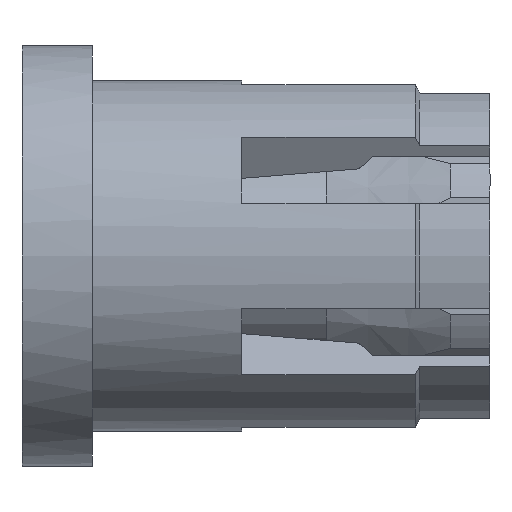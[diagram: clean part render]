
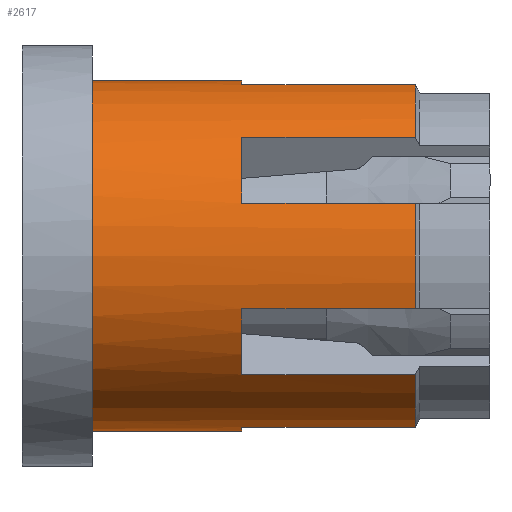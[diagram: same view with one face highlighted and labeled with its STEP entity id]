
A CAD part, front view. The second image highlights one B-rep face of the part: STEP entity #2617.
In plain terms, the highlighted cylindrical face has radius 7.5 mm (diameter 15 mm), a partial arc.
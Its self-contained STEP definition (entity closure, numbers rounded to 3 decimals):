
#21 = CIRCLE ( 'NONE', #1151, 7.5 ) ;
#24 = DIRECTION ( 'NONE',  ( 0., 0., 1. ) ) ;
#68 = LINE ( 'NONE', #3345, #2225 ) ;
#77 = CARTESIAN_POINT ( 'NONE',  ( 0., 0., -7.5 ) ) ;
#101 = CARTESIAN_POINT ( 'NONE',  ( 6.4, 0., 7.5 ) ) ;
#110 = CARTESIAN_POINT ( 'NONE',  ( 0., 0., 0. ) ) ;
#160 = DIRECTION ( 'NONE',  ( 0., 0., 1. ) ) ;
#295 = VERTEX_POINT ( 'NONE', #1059 ) ;
#340 = ORIENTED_EDGE ( 'NONE', *, *, #903, .T. ) ;
#381 = ORIENTED_EDGE ( 'NONE', *, *, #1374, .T. ) ;
#409 = AXIS2_PLACEMENT_3D ( 'NONE', #3463, #2571, #160 ) ;
#423 = VERTEX_POINT ( 'NONE', #1507 ) ;
#431 = CARTESIAN_POINT ( 'NONE',  ( -13.291, -7.155, 2.25 ) ) ;
#446 = DIRECTION ( 'NONE',  ( 1., 0., 0. ) ) ;
#456 = DIRECTION ( 'NONE',  ( 1., 0., 0. ) ) ;
#480 = DIRECTION ( 'NONE',  ( 1., 0., 0. ) ) ;
#484 = FACE_OUTER_BOUND ( 'NONE', #2223, .T. ) ;
#515 = EDGE_CURVE ( 'NONE', #1476, #3480, #3688, .T. ) ;
#548 = VERTEX_POINT ( 'NONE', #101 ) ;
#592 = VECTOR ( 'NONE', #2734, 1000. ) ;
#612 = DIRECTION ( 'NONE',  ( -1., 0., 0. ) ) ;
#622 = CARTESIAN_POINT ( 'NONE',  ( -13.291, -1.629, 7.321 ) ) ;
#625 = CARTESIAN_POINT ( 'NONE',  ( 13.8, 0., 0. ) ) ;
#665 = DIRECTION ( 'NONE',  ( -1., 0., 0. ) ) ;
#690 = DIRECTION ( 'NONE',  ( -1., 0., 0. ) ) ;
#710 = DIRECTION ( 'NONE',  ( 0., 0., 1. ) ) ;
#773 = DIRECTION ( 'NONE',  ( 0., 0., -1. ) ) ;
#779 = CIRCLE ( 'NONE', #1537, 7.5 ) ;
#791 = ORIENTED_EDGE ( 'NONE', *, *, #2540, .F. ) ;
#798 = DIRECTION ( 'NONE',  ( 1., 0., 0. ) ) ;
#870 = LINE ( 'NONE', #912, #982 ) ;
#886 = VERTEX_POINT ( 'NONE', #2685 ) ;
#903 = EDGE_CURVE ( 'NONE', #423, #3730, #1656, .T. ) ;
#912 = CARTESIAN_POINT ( 'NONE',  ( -13.291, -5.526, -5.071 ) ) ;
#933 = EDGE_CURVE ( 'NONE', #886, #2467, #68, .T. ) ;
#949 = CARTESIAN_POINT ( 'NONE',  ( 13.8, 0., 0. ) ) ;
#980 = EDGE_CURVE ( 'NONE', #2467, #2907, #3614, .T. ) ;
#982 = VECTOR ( 'NONE', #3923, 1000. ) ;
#1031 = AXIS2_PLACEMENT_3D ( 'NONE', #2954, #612, #24 ) ;
#1058 = CARTESIAN_POINT ( 'NONE',  ( 13.8, -7.155, 2.25 ) ) ;
#1059 = CARTESIAN_POINT ( 'NONE',  ( 13.8, -7.155, -2.25 ) ) ;
#1069 = DIRECTION ( 'NONE',  ( 1., 0., 0. ) ) ;
#1151 = AXIS2_PLACEMENT_3D ( 'NONE', #625, #690, #1836 ) ;
#1247 = VERTEX_POINT ( 'NONE', #3589 ) ;
#1260 = DIRECTION ( 'NONE',  ( -1., 0., 0. ) ) ;
#1283 = CIRCLE ( 'NONE', #3485, 7.5 ) ;
#1302 = CARTESIAN_POINT ( 'NONE',  ( 6.4, 0., 0. ) ) ;
#1305 = ORIENTED_EDGE ( 'NONE', *, *, #1429, .T. ) ;
#1374 = EDGE_CURVE ( 'NONE', #548, #2907, #2188, .T. ) ;
#1377 = DIRECTION ( 'NONE',  ( 0., 0., -1. ) ) ;
#1397 = ORIENTED_EDGE ( 'NONE', *, *, #2179, .T. ) ;
#1399 = AXIS2_PLACEMENT_3D ( 'NONE', #110, #2508, #710 ) ;
#1405 = ORIENTED_EDGE ( 'NONE', *, *, #2545, .T. ) ;
#1407 = CARTESIAN_POINT ( 'NONE',  ( 6.4, -1.629, 7.321 ) ) ;
#1422 = EDGE_CURVE ( 'NONE', #295, #3355, #21, .T. ) ;
#1429 = EDGE_CURVE ( 'NONE', #1476, #1247, #3878, .T. ) ;
#1459 = AXIS2_PLACEMENT_3D ( 'NONE', #1959, #456, #2877 ) ;
#1463 = CARTESIAN_POINT ( 'NONE',  ( 13.8, -1.629, 7.321 ) ) ;
#1468 = EDGE_CURVE ( 'NONE', #2071, #2378, #1283, .T. ) ;
#1476 = VERTEX_POINT ( 'NONE', #3159 ) ;
#1507 = CARTESIAN_POINT ( 'NONE',  ( 13.8, -5.526, 5.071 ) ) ;
#1537 = AXIS2_PLACEMENT_3D ( 'NONE', #3786, #1069, #773 ) ;
#1576 = ORIENTED_EDGE ( 'NONE', *, *, #2968, .F. ) ;
#1578 = DIRECTION ( 'NONE',  ( -1., 0., 0. ) ) ;
#1609 = EDGE_CURVE ( 'NONE', #3668, #3355, #1697, .T. ) ;
#1645 = ORIENTED_EDGE ( 'NONE', *, *, #1468, .F. ) ;
#1656 = CIRCLE ( 'NONE', #1031, 7.5 ) ;
#1697 = LINE ( 'NONE', #431, #1771 ) ;
#1745 = ORIENTED_EDGE ( 'NONE', *, *, #2991, .F. ) ;
#1771 = VECTOR ( 'NONE', #446, 1000. ) ;
#1836 = DIRECTION ( 'NONE',  ( 0., 0., 1. ) ) ;
#1896 = DIRECTION ( 'NONE',  ( 1., 0., 0. ) ) ;
#1904 = ORIENTED_EDGE ( 'NONE', *, *, #933, .F. ) ;
#1959 = CARTESIAN_POINT ( 'NONE',  ( 6.4, 0., 0. ) ) ;
#1974 = VECTOR ( 'NONE', #2478, 1000. ) ;
#1975 = VECTOR ( 'NONE', #798, 1000. ) ;
#2042 = VECTOR ( 'NONE', #1896, 1000. ) ;
#2071 = VERTEX_POINT ( 'NONE', #3529 ) ;
#2148 = ORIENTED_EDGE ( 'NONE', *, *, #2947, .F. ) ;
#2153 = CARTESIAN_POINT ( 'NONE',  ( 6.4, -7.155, 2.25 ) ) ;
#2179 = EDGE_CURVE ( 'NONE', #1247, #2378, #870, .T. ) ;
#2188 = LINE ( 'NONE', #2761, #1974 ) ;
#2223 = EDGE_LOOP ( 'NONE', ( #1904, #2148, #3076, #1305, #1397, #1645, #1405, #3846, #3307, #1576, #2989, #340, #791, #1745, #381, #2956 ) ) ;
#2225 = VECTOR ( 'NONE', #1260, 1000. ) ;
#2252 = CARTESIAN_POINT ( 'NONE',  ( 6.4, -1.629, -7.321 ) ) ;
#2271 = CYLINDRICAL_SURFACE ( 'NONE', #409, 7.5 ) ;
#2378 = VERTEX_POINT ( 'NONE', #2634 ) ;
#2467 = VERTEX_POINT ( 'NONE', #77 ) ;
#2478 = DIRECTION ( 'NONE',  ( -1., 0., 0. ) ) ;
#2503 = DIRECTION ( 'NONE',  ( 1., 0., 0. ) ) ;
#2508 = DIRECTION ( 'NONE',  ( -1., 0., 0. ) ) ;
#2540 = EDGE_CURVE ( 'NONE', #3906, #3730, #3363, .T. ) ;
#2545 = EDGE_CURVE ( 'NONE', #2071, #295, #3061, .T. ) ;
#2571 = DIRECTION ( 'NONE',  ( -1., 0., 0. ) ) ;
#2617 = ADVANCED_FACE ( 'NONE', ( #484 ), #2271, .T. ) ;
#2634 = CARTESIAN_POINT ( 'NONE',  ( 6.4, -5.526, -5.071 ) ) ;
#2665 = AXIS2_PLACEMENT_3D ( 'NONE', #949, #1578, #3692 ) ;
#2685 = CARTESIAN_POINT ( 'NONE',  ( 6.4, 0., -7.5 ) ) ;
#2690 = VERTEX_POINT ( 'NONE', #3849 ) ;
#2734 = DIRECTION ( 'NONE',  ( 1., 0., 0. ) ) ;
#2761 = CARTESIAN_POINT ( 'NONE',  ( -13.291, 0., 7.5 ) ) ;
#2849 = CIRCLE ( 'NONE', #1459, 7.5 ) ;
#2857 = CARTESIAN_POINT ( 'NONE',  ( -13.291, -5.526, 5.071 ) ) ;
#2877 = DIRECTION ( 'NONE',  ( 0., 0., -1. ) ) ;
#2907 = VERTEX_POINT ( 'NONE', #3743 ) ;
#2947 = EDGE_CURVE ( 'NONE', #3480, #886, #2849, .T. ) ;
#2948 = EDGE_CURVE ( 'NONE', #2690, #423, #3724, .T. ) ;
#2954 = CARTESIAN_POINT ( 'NONE',  ( 13.8, 0., 0. ) ) ;
#2956 = ORIENTED_EDGE ( 'NONE', *, *, #980, .F. ) ;
#2968 = EDGE_CURVE ( 'NONE', #2690, #3668, #779, .T. ) ;
#2989 = ORIENTED_EDGE ( 'NONE', *, *, #2948, .T. ) ;
#2991 = EDGE_CURVE ( 'NONE', #548, #3906, #3299, .T. ) ;
#3061 = LINE ( 'NONE', #3075, #592 ) ;
#3075 = CARTESIAN_POINT ( 'NONE',  ( -13.291, -7.155, -2.25 ) ) ;
#3076 = ORIENTED_EDGE ( 'NONE', *, *, #515, .F. ) ;
#3142 = DIRECTION ( 'NONE',  ( 0., 0., -1. ) ) ;
#3159 = CARTESIAN_POINT ( 'NONE',  ( 13.8, -1.629, -7.321 ) ) ;
#3299 = CIRCLE ( 'NONE', #3684, 7.5 ) ;
#3307 = ORIENTED_EDGE ( 'NONE', *, *, #1609, .F. ) ;
#3345 = CARTESIAN_POINT ( 'NONE',  ( -13.291, 0., -7.5 ) ) ;
#3355 = VERTEX_POINT ( 'NONE', #1058 ) ;
#3363 = LINE ( 'NONE', #622, #2042 ) ;
#3387 = CARTESIAN_POINT ( 'NONE',  ( -13.291, -1.629, -7.321 ) ) ;
#3463 = CARTESIAN_POINT ( 'NONE',  ( -13.291, 0., 0. ) ) ;
#3480 = VERTEX_POINT ( 'NONE', #2252 ) ;
#3485 = AXIS2_PLACEMENT_3D ( 'NONE', #1302, #2503, #3142 ) ;
#3498 = CARTESIAN_POINT ( 'NONE',  ( 6.4, 0., 0. ) ) ;
#3529 = CARTESIAN_POINT ( 'NONE',  ( 6.4, -7.155, -2.25 ) ) ;
#3589 = CARTESIAN_POINT ( 'NONE',  ( 13.8, -5.526, -5.071 ) ) ;
#3614 = CIRCLE ( 'NONE', #1399, 7.5 ) ;
#3640 = VECTOR ( 'NONE', #665, 1000. ) ;
#3668 = VERTEX_POINT ( 'NONE', #2153 ) ;
#3684 = AXIS2_PLACEMENT_3D ( 'NONE', #3498, #480, #1377 ) ;
#3688 = LINE ( 'NONE', #3387, #3640 ) ;
#3692 = DIRECTION ( 'NONE',  ( 0., 0., 1. ) ) ;
#3724 = LINE ( 'NONE', #2857, #1975 ) ;
#3730 = VERTEX_POINT ( 'NONE', #1463 ) ;
#3743 = CARTESIAN_POINT ( 'NONE',  ( 0., 0., 7.5 ) ) ;
#3786 = CARTESIAN_POINT ( 'NONE',  ( 6.4, 0., 0. ) ) ;
#3846 = ORIENTED_EDGE ( 'NONE', *, *, #1422, .T. ) ;
#3849 = CARTESIAN_POINT ( 'NONE',  ( 6.4, -5.526, 5.071 ) ) ;
#3878 = CIRCLE ( 'NONE', #2665, 7.5 ) ;
#3906 = VERTEX_POINT ( 'NONE', #1407 ) ;
#3923 = DIRECTION ( 'NONE',  ( -1., 0., 0. ) ) ;
